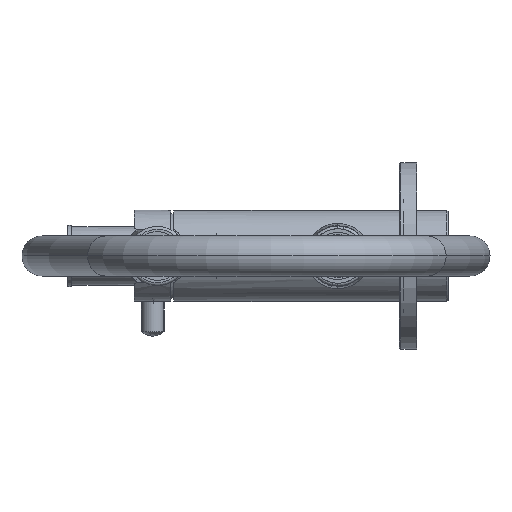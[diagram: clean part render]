
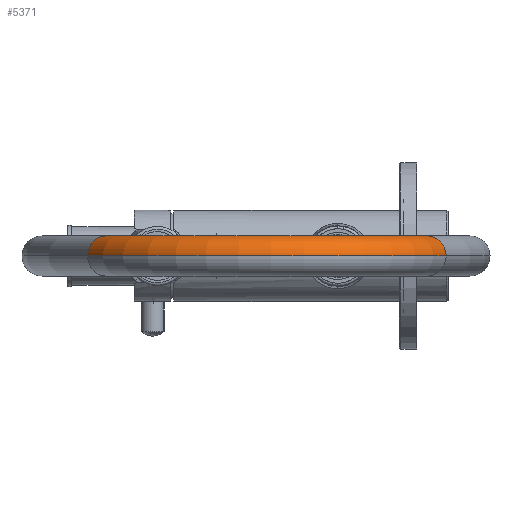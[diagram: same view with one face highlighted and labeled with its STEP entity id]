
A CAD part, front view. The second image highlights one B-rep face of the part: STEP entity #5371.
In plain terms, the highlighted toroidal (fillet/blend) face has major radius 60 mm and minor radius 7 mm.
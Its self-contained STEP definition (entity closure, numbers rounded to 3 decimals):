
#157 = ORIENTED_EDGE ( 'NONE', *, *, #15011, .F. ) ;
#627 = AXIS2_PLACEMENT_3D ( 'NONE', #17761, #695, #13963 ) ;
#695 = DIRECTION ( 'NONE',  ( -0.389, 0.921, 0. ) ) ;
#709 = CIRCLE ( 'NONE', #3496, 53. ) ;
#2004 = CARTESIAN_POINT ( 'NONE',  ( 94.499, -412.147, 0. ) ) ;
#2378 = CARTESIAN_POINT ( 'NONE',  ( -24.088, -419.062, 0. ) ) ;
#2649 = CIRCLE ( 'NONE', #21651, 7. ) ;
#3496 = AXIS2_PLACEMENT_3D ( 'NONE', #4357, #19395, #6234 ) ;
#3813 = AXIS2_PLACEMENT_3D ( 'NONE', #20913, #9692, #8188 ) ;
#4357 = CARTESIAN_POINT ( 'NONE',  ( 37.636, -393., 0. ) ) ;
#5132 = DIRECTION ( 'NONE',  ( 0., 0., 1. ) ) ;
#5371 = ADVANCED_FACE ( 'NONE', ( #24191 ), #19223, .T. ) ;
#5601 = CIRCLE ( 'NONE', #627, 7. ) ;
#5714 = EDGE_CURVE ( 'NONE', #21942, #20254, #16536, .T. ) ;
#5770 = EDGE_LOOP ( 'NONE', ( #14030, #14154, #22273, #157 ) ) ;
#5846 = DIRECTION ( 'NONE',  ( 0., 0., 1. ) ) ;
#6234 = DIRECTION ( 'NONE',  ( 1., 0., 0. ) ) ;
#6468 = EDGE_CURVE ( 'NONE', #20254, #17150, #2649, .T. ) ;
#6770 = CARTESIAN_POINT ( 'NONE',  ( 37.636, -393., 0. ) ) ;
#8044 = CARTESIAN_POINT ( 'NONE',  ( 87.865, -409.913, 0. ) ) ;
#8188 = DIRECTION ( 'NONE',  ( 1., 0., 0. ) ) ;
#8701 = DIRECTION ( 'NONE',  ( 1., 0., 0. ) ) ;
#9643 = VERTEX_POINT ( 'NONE', #19485 ) ;
#9692 = DIRECTION ( 'NONE',  ( 0., 0., 1. ) ) ;
#13963 = DIRECTION ( 'NONE',  ( 0., 0., 1. ) ) ;
#14030 = ORIENTED_EDGE ( 'NONE', *, *, #17521, .F. ) ;
#14154 = ORIENTED_EDGE ( 'NONE', *, *, #5714, .T. ) ;
#15011 = EDGE_CURVE ( 'NONE', #9643, #17150, #709, .T. ) ;
#15628 = CARTESIAN_POINT ( 'NONE',  ( 101.133, -414.381, 0. ) ) ;
#16447 = AXIS2_PLACEMENT_3D ( 'NONE', #6770, #5132, #8701 ) ;
#16536 = CIRCLE ( 'NONE', #16447, 67. ) ;
#17150 = VERTEX_POINT ( 'NONE', #8044 ) ;
#17521 = EDGE_CURVE ( 'NONE', #21942, #9643, #5601, .T. ) ;
#17761 = CARTESIAN_POINT ( 'NONE',  ( -17.639, -416.339, 0. ) ) ;
#19223 = TOROIDAL_SURFACE ( 'NONE', #3813, 60., 7. ) ;
#19395 = DIRECTION ( 'NONE',  ( 0., 0., 1. ) ) ;
#19485 = CARTESIAN_POINT ( 'NONE',  ( -11.19, -413.616, 0. ) ) ;
#20254 = VERTEX_POINT ( 'NONE', #15628 ) ;
#20913 = CARTESIAN_POINT ( 'NONE',  ( 37.636, -393., 0. ) ) ;
#21651 = AXIS2_PLACEMENT_3D ( 'NONE', #2004, #22821, #5846 ) ;
#21942 = VERTEX_POINT ( 'NONE', #2378 ) ;
#22273 = ORIENTED_EDGE ( 'NONE', *, *, #6468, .T. ) ;
#22821 = DIRECTION ( 'NONE',  ( -0.319, -0.948, 0. ) ) ;
#24191 = FACE_OUTER_BOUND ( 'NONE', #5770, .T. ) ;
